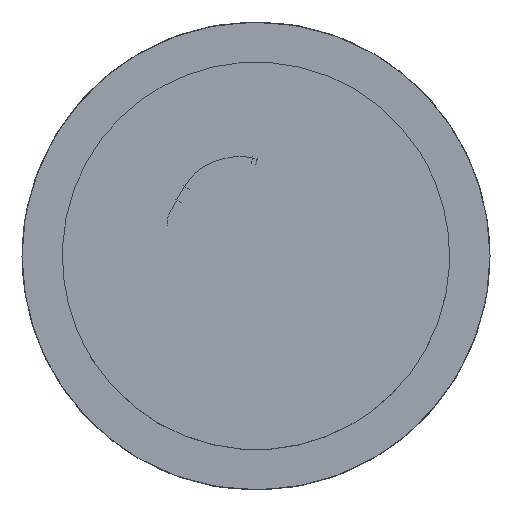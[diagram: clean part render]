
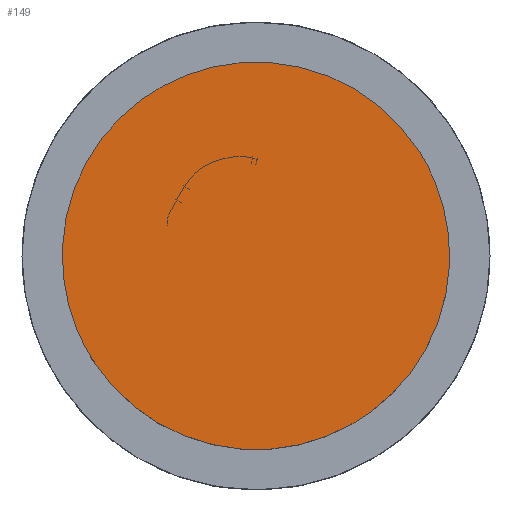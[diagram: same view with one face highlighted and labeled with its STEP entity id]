
A CAD part, top view. The second image highlights one B-rep face of the part: STEP entity #149.
In plain terms, the highlighted planar face has unit normal (0, 0, 1).
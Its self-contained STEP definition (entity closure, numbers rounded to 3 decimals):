
#46=PLANE('',#1569);
#149=ADVANCED_FACE('',(#245),#46,.T.);
#245=FACE_OUTER_BOUND('',#341,.T.);
#341=EDGE_LOOP('',(#618,#619));
#618=ORIENTED_EDGE('',*,*,#943,.T.);
#619=ORIENTED_EDGE('',*,*,#964,.T.);
#943=EDGE_CURVE('',#1125,#1142,#1466,.T.);
#964=EDGE_CURVE('',#1142,#1125,#1484,.T.);
#1125=VERTEX_POINT('',#6755);
#1142=VERTEX_POINT('',#6772);
#1466=(
BOUNDED_CURVE()
B_SPLINE_CURVE(2,(#6779,#6780,#6781,#6782,#6783),.UNSPECIFIED.,.F.,.F.)
B_SPLINE_CURVE_WITH_KNOTS((3,2,3),(0.,107.3,214.6),
 .UNSPECIFIED.)
CURVE()
GEOMETRIC_REPRESENTATION_ITEM()
RATIONAL_B_SPLINE_CURVE((1.,0.707,1.,0.707,1.))
REPRESENTATION_ITEM('')
);
#1484=(
BOUNDED_CURVE()
B_SPLINE_CURVE(2,(#6859,#6860,#6861,#6862,#6863),.UNSPECIFIED.,.F.,.F.)
B_SPLINE_CURVE_WITH_KNOTS((3,2,3),(214.6,321.9,429.2),
 .UNSPECIFIED.)
CURVE()
GEOMETRIC_REPRESENTATION_ITEM()
RATIONAL_B_SPLINE_CURVE((1.,0.707,1.,0.707,1.))
REPRESENTATION_ITEM('')
);
#1569=AXIS2_PLACEMENT_3D('',#6680,#1584,$);
#1584=DIRECTION('',(0.,0.,1.));
#6680=CARTESIAN_POINT('',(-85.387,-85.387,554.896));
#6755=CARTESIAN_POINT('',(57.627,36.678,554.896));
#6772=CARTESIAN_POINT('',(-57.627,-36.678,554.896));
#6779=CARTESIAN_POINT('',(57.627,36.678,554.896));
#6780=CARTESIAN_POINT('',(20.949,94.305,554.896));
#6781=CARTESIAN_POINT('',(-36.678,57.627,554.896));
#6782=CARTESIAN_POINT('',(-94.305,20.949,554.896));
#6783=CARTESIAN_POINT('',(-57.627,-36.678,554.896));
#6859=CARTESIAN_POINT('',(-57.627,-36.678,554.896));
#6860=CARTESIAN_POINT('',(-20.949,-94.305,554.896));
#6861=CARTESIAN_POINT('',(36.678,-57.627,554.896));
#6862=CARTESIAN_POINT('',(94.305,-20.949,554.896));
#6863=CARTESIAN_POINT('',(57.627,36.678,554.896));
